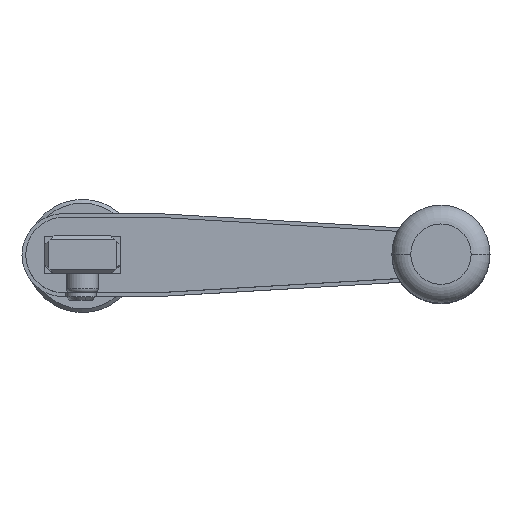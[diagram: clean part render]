
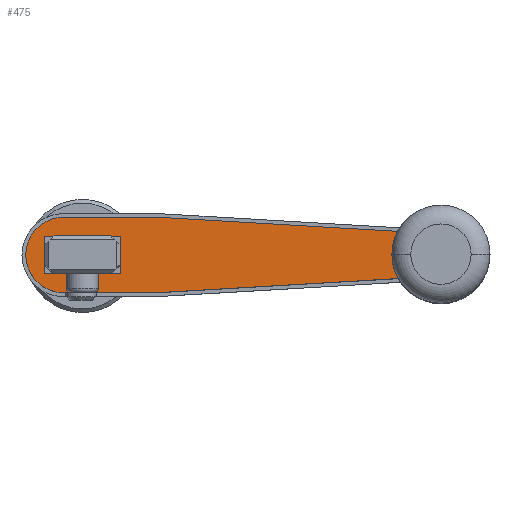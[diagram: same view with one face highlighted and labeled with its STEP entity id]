
A CAD part, top view. The second image highlights one B-rep face of the part: STEP entity #475.
In plain terms, the highlighted planar face has unit normal (0, 0, 1).
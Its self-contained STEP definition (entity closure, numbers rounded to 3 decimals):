
#475=ADVANCED_FACE('',(#1060,#1061,#1062),#1063,.T.);
#1060=FACE_BOUND('',#1860,.T.);
#1061=FACE_BOUND('',#1861,.T.);
#1062=FACE_OUTER_BOUND('',#1862,.T.);
#1063=PLANE('',#1863);
#1860=EDGE_LOOP('',(#2812,#2813,#2814,#2815));
#1861=EDGE_LOOP('',(#2816,#2817));
#1862=EDGE_LOOP('',(#2818,#2819,#2820,#2821,#2822,#2823,#2824,#2825,#2826,#2827));
#1863=AXIS2_PLACEMENT_3D('',#2828,#2829,#2830);
#2812=ORIENTED_EDGE('',*,*,#4602,.T.);
#2813=ORIENTED_EDGE('',*,*,#4603,.T.);
#2814=ORIENTED_EDGE('',*,*,#4397,.T.);
#2815=ORIENTED_EDGE('',*,*,#4604,.T.);
#2816=ORIENTED_EDGE('',*,*,#4605,.T.);
#2817=ORIENTED_EDGE('',*,*,#4606,.T.);
#2818=ORIENTED_EDGE('',*,*,#4607,.F.);
#2819=ORIENTED_EDGE('',*,*,#4608,.F.);
#2820=ORIENTED_EDGE('',*,*,#4609,.F.);
#2821=ORIENTED_EDGE('',*,*,#4610,.F.);
#2822=ORIENTED_EDGE('',*,*,#4564,.F.);
#2823=ORIENTED_EDGE('',*,*,#4611,.F.);
#2824=ORIENTED_EDGE('',*,*,#4612,.F.);
#2825=ORIENTED_EDGE('',*,*,#4416,.F.);
#2826=ORIENTED_EDGE('',*,*,#4613,.F.);
#2827=ORIENTED_EDGE('',*,*,#4614,.F.);
#2828=CARTESIAN_POINT('',(174.855,133.625,25.0));
#2829=DIRECTION('',(0.0,0.0,1.0));
#2830=DIRECTION('',(-1.0,0.,0.0));
#4397=EDGE_CURVE('',#5165,#5166,#5167,.T.);
#4416=EDGE_CURVE('',#5199,#5201,#5202,.T.);
#4564=EDGE_CURVE('',#5453,#5455,#5456,.T.);
#4602=EDGE_CURVE('',#5516,#5517,#5518,.T.);
#4603=EDGE_CURVE('',#5517,#5165,#5519,.T.);
#4604=EDGE_CURVE('',#5166,#5516,#5520,.T.);
#4605=EDGE_CURVE('',#5521,#5522,#5523,.T.);
#4606=EDGE_CURVE('',#5522,#5521,#5524,.T.);
#4607=EDGE_CURVE('',#5525,#5526,#5527,.T.);
#4608=EDGE_CURVE('',#5528,#5525,#5529,.T.);
#4609=EDGE_CURVE('',#5530,#5528,#5531,.T.);
#4610=EDGE_CURVE('',#5455,#5530,#5532,.T.);
#4611=EDGE_CURVE('',#5533,#5453,#5534,.T.);
#4612=EDGE_CURVE('',#5201,#5533,#5535,.T.);
#4613=EDGE_CURVE('',#5536,#5199,#5537,.T.);
#4614=EDGE_CURVE('',#5526,#5536,#5538,.T.);
#5165=VERTEX_POINT('',#6238);
#5166=VERTEX_POINT('',#6239);
#5167=LINE('',#6240,#6241);
#5199=VERTEX_POINT('',#6287);
#5201=VERTEX_POINT('',#6290);
#5202=LINE('',#6291,#6292);
#5453=VERTEX_POINT('',#6756);
#5455=VERTEX_POINT('',#6759);
#5456=CIRCLE('',#6760,10.0);
#5516=VERTEX_POINT('',#6840);
#5517=VERTEX_POINT('',#6841);
#5518=LINE('',#6842,#6843);
#5519=LINE('',#6844,#6845);
#5520=LINE('',#6846,#6847);
#5521=VERTEX_POINT('',#6848);
#5522=VERTEX_POINT('',#6849);
#5523=CIRCLE('',#6850,7.0);
#5524=CIRCLE('',#6851,7.0);
#5525=VERTEX_POINT('',#6852);
#5526=VERTEX_POINT('',#6853);
#5527=CIRCLE('',#6854,10.0);
#5528=VERTEX_POINT('',#6855);
#5529=CIRCLE('',#6856,5.0);
#5530=VERTEX_POINT('',#6857);
#5531=LINE('',#6858,#6859);
#5532=LINE('',#6860,#6861);
#5533=VERTEX_POINT('',#6862);
#5534=CIRCLE('',#6863,10.0);
#5535=LINE('',#6864,#6865);
#5536=VERTEX_POINT('',#6866);
#5537=CIRCLE('',#6867,5.0);
#5538=CIRCLE('',#6868,10.0);
#6238=CARTESIAN_POINT('',(139.625,128.625,25.0));
#6239=CARTESIAN_POINT('',(119.625,128.625,25.0));
#6240=CARTESIAN_POINT('',(157.24,128.625,25.0));
#6241=VECTOR('',#7872,1.0);
#6287=CARTESIAN_POINT('',(214.326,127.441,25.0));
#6290=CARTESIAN_POINT('',(149.596,123.625,25.0));
#6291=CARTESIAN_POINT('',(214.326,127.441,25.0));
#6292=VECTOR('',#7888,1.0);
#6756=CARTESIAN_POINT('',(114.625,133.625,25.0));
#6759=CARTESIAN_POINT('',(124.625,143.625,25.0));
#6760=AXIS2_PLACEMENT_3D('',#8088,#8089,#8090);
#6840=CARTESIAN_POINT('',(119.625,138.625,25.0));
#6841=CARTESIAN_POINT('',(139.625,138.625,25.0));
#6842=CARTESIAN_POINT('',(147.24,138.625,25.0));
#6843=VECTOR('',#8135,1.0);
#6844=CARTESIAN_POINT('',(139.625,136.125,25.0));
#6845=VECTOR('',#8136,1.0);
#6846=CARTESIAN_POINT('',(119.625,131.125,25.0));
#6847=VECTOR('',#8137,1.0);
#6848=CARTESIAN_POINT('',(231.625,133.625,25.0));
#6849=CARTESIAN_POINT('',(217.625,133.625,25.0));
#6850=AXIS2_PLACEMENT_3D('',#8138,#8139,#8140);
#6851=AXIS2_PLACEMENT_3D('',#8141,#8142,#8143);
#6852=CARTESIAN_POINT('',(217.955,141.075,25.0));
#6853=CARTESIAN_POINT('',(234.625,133.625,25.0));
#6854=AXIS2_PLACEMENT_3D('',#8144,#8145,#8146);
#6855=CARTESIAN_POINT('',(214.326,139.809,25.0));
#6856=AXIS2_PLACEMENT_3D('',#8147,#8148,#8149);
#6857=CARTESIAN_POINT('',(149.596,143.625,25.0));
#6858=CARTESIAN_POINT('',(214.326,139.809,25.0));
#6859=VECTOR('',#8150,1.0);
#6860=CARTESIAN_POINT('',(124.625,143.625,25.0));
#6861=VECTOR('',#8151,1.0);
#6862=CARTESIAN_POINT('',(124.625,123.625,25.0));
#6863=AXIS2_PLACEMENT_3D('',#8152,#8153,#8154);
#6864=CARTESIAN_POINT('',(124.625,123.625,25.0));
#6865=VECTOR('',#8155,1.0);
#6866=CARTESIAN_POINT('',(217.955,126.175,25.0));
#6867=AXIS2_PLACEMENT_3D('',#8156,#8157,#8158);
#6868=AXIS2_PLACEMENT_3D('',#8159,#8160,#8161);
#7872=DIRECTION('',(-1.0,0.,0.0));
#7888=DIRECTION('',(-0.998,-0.059,0.0));
#8088=CARTESIAN_POINT('',(124.625,133.625,25.0));
#8089=DIRECTION('',(0.0,0.0,-1.0));
#8090=DIRECTION('',(-1.0,0.,0.0));
#8135=DIRECTION('',(1.0,0.,0.0));
#8136=DIRECTION('',(0.,-1.0,0.0));
#8137=DIRECTION('',(0.,1.0,0.0));
#8138=CARTESIAN_POINT('',(224.625,133.625,25.0));
#8139=DIRECTION('',(0.0,0.0,-1.0));
#8140=DIRECTION('',(-1.0,0.,0.0));
#8141=CARTESIAN_POINT('',(224.625,133.625,25.0));
#8142=DIRECTION('',(0.0,0.0,-1.0));
#8143=DIRECTION('',(-1.0,0.,0.0));
#8144=CARTESIAN_POINT('',(224.625,133.625,25.0));
#8145=DIRECTION('',(0.0,0.0,-1.0));
#8146=DIRECTION('',(-1.0,0.,0.0));
#8147=CARTESIAN_POINT('',(214.62,144.801,25.0));
#8148=DIRECTION('',(0.0,0.0,1.0));
#8149=DIRECTION('',(-1.0,0.,0.0));
#8150=DIRECTION('',(0.998,-0.059,0.0));
#8151=DIRECTION('',(1.0,0.,0.0));
#8152=CARTESIAN_POINT('',(124.625,133.625,25.0));
#8153=DIRECTION('',(0.0,0.0,-1.0));
#8154=DIRECTION('',(-1.0,0.,0.0));
#8155=DIRECTION('',(-1.0,0.,0.0));
#8156=CARTESIAN_POINT('',(214.62,122.449,25.0));
#8157=DIRECTION('',(0.0,0.0,1.0));
#8158=DIRECTION('',(-1.0,0.,0.0));
#8159=CARTESIAN_POINT('',(224.625,133.625,25.0));
#8160=DIRECTION('',(0.0,0.0,-1.0));
#8161=DIRECTION('',(-1.0,0.,0.0));
